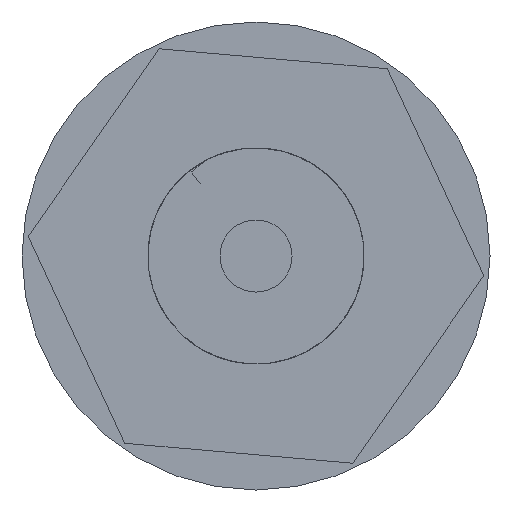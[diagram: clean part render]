
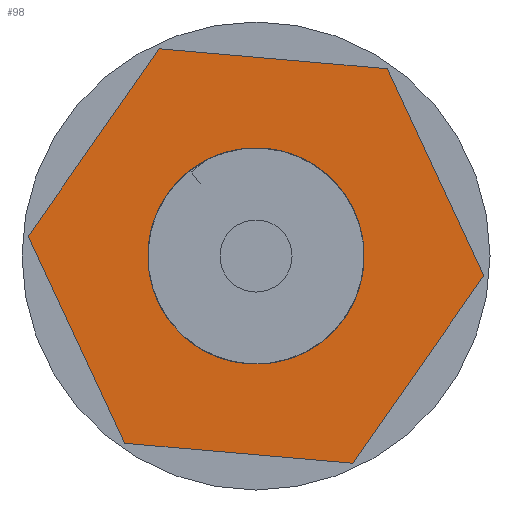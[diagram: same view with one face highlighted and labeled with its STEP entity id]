
A CAD part, left-side view. The second image highlights one B-rep face of the part: STEP entity #98.
In plain terms, the highlighted planar face has unit normal (-1, 0, 0).
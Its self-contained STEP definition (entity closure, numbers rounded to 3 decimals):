
#36=PLANE('',#730);
#60=FACE_BOUND('',#186,.T.);
#61=FACE_BOUND('',#187,.T.);
#98=ADVANCED_FACE('',(#60,#61),#36,.F.);
#186=EDGE_LOOP('',(#374,#375,#376,#377,#378,#379));
#187=EDGE_LOOP('',(#380,#381,#382,#383));
#239=LINE('',#3446,#278);
#240=LINE('',#3449,#279);
#241=LINE('',#3451,#280);
#242=LINE('',#3453,#281);
#243=LINE('',#3455,#282);
#244=LINE('',#3457,#283);
#278=VECTOR('',#802,1.);
#279=VECTOR('',#803,1.);
#280=VECTOR('',#804,1.);
#281=VECTOR('',#805,1.);
#282=VECTOR('',#806,1.);
#283=VECTOR('',#807,1.);
#316=B_SPLINE_CURVE_WITH_KNOTS('',3,(#1360,#1361,#1362,#1363,#1364,#1365,
#1366,#1367,#1368,#1369,#1370,#1371,#1372,#1373,#1374,#1375,#1376,#1377,
#1378),.UNSPECIFIED.,.F.,.F.,(4,3,3,3,3,3,4),(0.,0.16,0.36,
0.553,0.74,0.92,1.),.UNSPECIFIED.);
#319=B_SPLINE_CURVE_WITH_KNOTS('',3,(#2389,#2390,#2391,#2392,#2393,#2394,
#2395,#2396,#2397,#2398,#2399,#2400,#2401,#2402,#2403,#2404,#2405,#2406,
#2407),.UNSPECIFIED.,.F.,.F.,(4,3,3,3,3,3,4),(0.,0.13,0.299,
0.474,0.655,0.841,1.),.UNSPECIFIED.);
#374=ORIENTED_EDGE('',*,*,#619,.F.);
#375=ORIENTED_EDGE('',*,*,#620,.F.);
#376=ORIENTED_EDGE('',*,*,#621,.F.);
#377=ORIENTED_EDGE('',*,*,#622,.F.);
#378=ORIENTED_EDGE('',*,*,#623,.F.);
#379=ORIENTED_EDGE('',*,*,#624,.F.);
#380=ORIENTED_EDGE('',*,*,#611,.T.);
#381=ORIENTED_EDGE('',*,*,#603,.T.);
#382=ORIENTED_EDGE('',*,*,#608,.T.);
#383=ORIENTED_EDGE('',*,*,#615,.F.);
#537=VERTEX_POINT('',#942);
#538=VERTEX_POINT('',#943);
#542=VERTEX_POINT('',#1379);
#544=VERTEX_POINT('',#2408);
#548=VERTEX_POINT('',#3447);
#549=VERTEX_POINT('',#3448);
#550=VERTEX_POINT('',#3450);
#551=VERTEX_POINT('',#3452);
#552=VERTEX_POINT('',#3454);
#553=VERTEX_POINT('',#3456);
#603=EDGE_CURVE('',#537,#538,#698,.T.);
#608=EDGE_CURVE('',#538,#542,#316,.T.);
#611=EDGE_CURVE('',#544,#537,#319,.T.);
#615=EDGE_CURVE('',#544,#542,#700,.T.);
#619=EDGE_CURVE('',#548,#549,#239,.T.);
#620=EDGE_CURVE('',#550,#548,#240,.T.);
#621=EDGE_CURVE('',#551,#550,#241,.T.);
#622=EDGE_CURVE('',#552,#551,#242,.T.);
#623=EDGE_CURVE('',#553,#552,#243,.T.);
#624=EDGE_CURVE('',#549,#553,#244,.T.);
#698=CIRCLE('',#722,1.5);
#700=CIRCLE('',#725,1.25);
#722=AXIS2_PLACEMENT_3D('',#941,#783,#784);
#725=AXIS2_PLACEMENT_3D('',#3438,#790,#791);
#730=AXIS2_PLACEMENT_3D('',#3458,#808,#809);
#783=DIRECTION('',(1.,0.,0.));
#784=DIRECTION('',(0.,0.,-1.));
#790=DIRECTION('',(-1.,0.,0.));
#791=DIRECTION('',(0.,0.,-1.));
#802=DIRECTION('',(0.,-0.574,0.819));
#803=DIRECTION('',(0.,0.423,0.906));
#804=DIRECTION('',(0.,0.996,0.087));
#805=DIRECTION('',(0.,0.574,-0.819));
#806=DIRECTION('',(0.,-0.423,-0.906));
#807=DIRECTION('',(0.,-0.996,-0.087));
#808=DIRECTION('',(1.,0.,0.));
#809=DIRECTION('',(0.,0.,-1.));
#941=CARTESIAN_POINT('',(2.,0.,0.));
#942=CARTESIAN_POINT('',(2.,0.67,1.342));
#943=CARTESIAN_POINT('',(2.,-0.67,1.342));
#1360=CARTESIAN_POINT('',(2.,-0.67,1.342));
#1361=CARTESIAN_POINT('',(2.,-0.784,1.272));
#1362=CARTESIAN_POINT('',(2.,-0.888,1.185));
#1363=CARTESIAN_POINT('',(2.,-0.979,1.087));
#1364=CARTESIAN_POINT('',(2.,-1.091,0.965));
#1365=CARTESIAN_POINT('',(2.,-1.184,0.821));
#1366=CARTESIAN_POINT('',(2.,-1.247,0.668));
#1367=CARTESIAN_POINT('',(2.,-1.309,0.52));
#1368=CARTESIAN_POINT('',(2.,-1.346,0.359));
#1369=CARTESIAN_POINT('',(2.,-1.353,0.198));
#1370=CARTESIAN_POINT('',(2.,-1.36,0.043));
#1371=CARTESIAN_POINT('',(2.,-1.34,-0.115));
#1372=CARTESIAN_POINT('',(2.,-1.293,-0.263));
#1373=CARTESIAN_POINT('',(2.,-1.248,-0.406));
#1374=CARTESIAN_POINT('',(2.,-1.178,-0.543));
#1375=CARTESIAN_POINT('',(2.,-1.086,-0.662));
#1376=CARTESIAN_POINT('',(2.,-1.045,-0.715));
#1377=CARTESIAN_POINT('',(2.,-1.,-0.765));
#1378=CARTESIAN_POINT('',(2.,-0.951,-0.811));
#1379=CARTESIAN_POINT('',(2.,-0.951,-0.811));
#2389=CARTESIAN_POINT('',(2.,0.951,-0.811));
#2390=CARTESIAN_POINT('',(2.,1.03,-0.737));
#2391=CARTESIAN_POINT('',(2.,1.1,-0.651));
#2392=CARTESIAN_POINT('',(2.,1.157,-0.559));
#2393=CARTESIAN_POINT('',(2.,1.232,-0.44));
#2394=CARTESIAN_POINT('',(2.,1.287,-0.306));
#2395=CARTESIAN_POINT('',(2.,1.319,-0.169));
#2396=CARTESIAN_POINT('',(2.,1.352,-0.028));
#2397=CARTESIAN_POINT('',(2.,1.362,0.121));
#2398=CARTESIAN_POINT('',(2.,1.348,0.266));
#2399=CARTESIAN_POINT('',(2.,1.334,0.416));
#2400=CARTESIAN_POINT('',(2.,1.294,0.565));
#2401=CARTESIAN_POINT('',(2.,1.233,0.702));
#2402=CARTESIAN_POINT('',(2.,1.17,0.843));
#2403=CARTESIAN_POINT('',(2.,1.082,0.976));
#2404=CARTESIAN_POINT('',(2.,0.976,1.09));
#2405=CARTESIAN_POINT('',(2.,0.886,1.187));
#2406=CARTESIAN_POINT('',(2.,0.783,1.272));
#2407=CARTESIAN_POINT('',(2.,0.67,1.342));
#2408=CARTESIAN_POINT('',(2.,0.951,-0.811));
#3438=CARTESIAN_POINT('',(2.,0.,0.));
#3446=CARTESIAN_POINT('',(2.,3.163,0.277));
#3447=CARTESIAN_POINT('',(2.,3.163,0.277));
#3448=CARTESIAN_POINT('',(2.,1.342,2.878));
#3449=CARTESIAN_POINT('',(2.,1.821,-2.601));
#3450=CARTESIAN_POINT('',(2.,1.821,-2.601));
#3451=CARTESIAN_POINT('',(2.,-1.342,-2.878));
#3452=CARTESIAN_POINT('',(2.,-1.342,-2.878));
#3453=CARTESIAN_POINT('',(2.,-3.163,-0.277));
#3454=CARTESIAN_POINT('',(2.,-3.163,-0.277));
#3455=CARTESIAN_POINT('',(2.,-1.821,2.601));
#3456=CARTESIAN_POINT('',(2.,-1.821,2.601));
#3457=CARTESIAN_POINT('',(2.,1.342,2.878));
#3458=CARTESIAN_POINT('',(2.,0.,0.));
